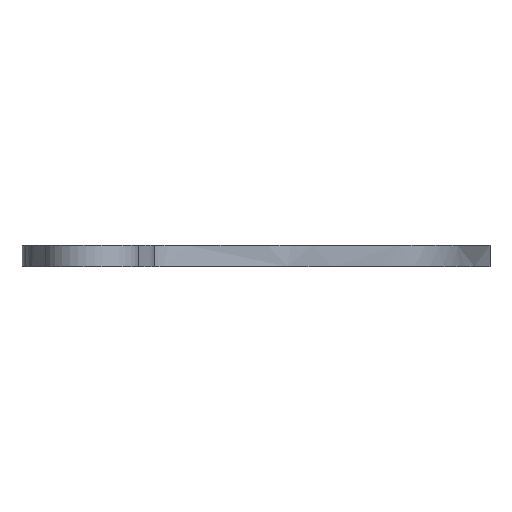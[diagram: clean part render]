
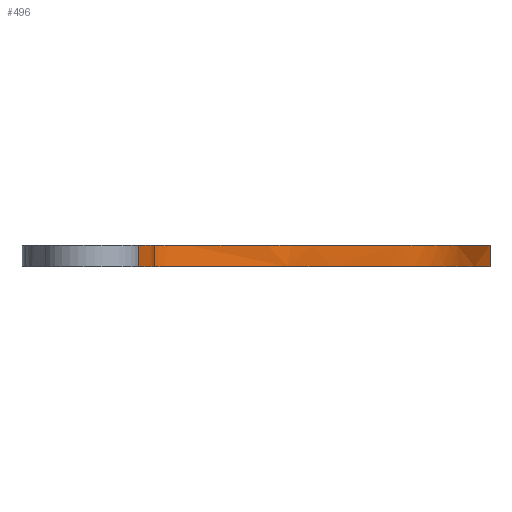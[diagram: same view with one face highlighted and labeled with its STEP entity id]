
A CAD part, left-side view. The second image highlights one B-rep face of the part: STEP entity #496.
In plain terms, the highlighted free-form (B-spline) face has degree [3, 1] with [18, 2] control points.
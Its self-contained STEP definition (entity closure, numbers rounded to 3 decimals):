
#28=B_SPLINE_SURFACE_WITH_KNOTS('',3,1,((#1480,#1481),(#1482,#1483),(#1484,
#1485),(#1486,#1487),(#1488,#1489),(#1490,#1491),(#1492,#1493),(#1494,#1495),
(#1496,#1497),(#1498,#1499),(#1500,#1501),(#1502,#1503),(#1504,#1505),(#1506,
#1507),(#1508,#1509),(#1510,#1511),(#1512,#1513),(#1514,#1515)),
 .UNSPECIFIED.,.F.,.F.,.F.,(4,1,1,1,1,1,1,1,1,1,1,1,1,1,1,4),(2,2),(0.,
1.906,3.812,5.718,7.623,11.435,
15.247,17.652,20.058,24.195,28.332,
28.947,29.562,30.222,30.883,32.204),
(0.,0.901),.UNSPECIFIED.);
#58=FACE_OUTER_BOUND('',#98,.T.);
#98=EDGE_LOOP('',(#413,#414,#415,#416));
#151=LINE('',#1520,#181);
#181=VECTOR('',#626,10.);
#193=B_SPLINE_CURVE_WITH_KNOTS('',3,(#662,#663,#664,#665,#666,#667,#668,
#669,#670,#671,#672,#673,#674,#675,#676,#677,#678,#679,#680,#681,#682,#683,
#684,#685,#686,#687,#688,#689,#690,#691,#692,#693,#694,#695),
 .UNSPECIFIED.,.F.,.F.,(4,3,3,3,3,3,3,3,3,3,3,4),(-13.118,-11.486,
-9.378,-8.048,-6.717,-4.429,
-2.141,-1.801,-1.461,-1.096,
-0.731,0.),.UNSPECIFIED.);
#209=B_SPLINE_CURVE_WITH_KNOTS('',3,(#1130,#1131,#1132,#1133,#1134,#1135,
#1136,#1137,#1138,#1139,#1140,#1141,#1142,#1143,#1144,#1145,#1146,#1147,
#1148,#1149,#1150,#1151,#1152,#1153,#1154,#1155,#1156,#1157,#1158,#1159,
#1160,#1161,#1162,#1163),.UNSPECIFIED.,.F.,.F.,(4,3,3,3,3,3,3,3,3,3,3,4),
(-33.307,-31.836,-31.1,-30.365,
-29.68,-28.996,-24.39,-19.785,-17.106,
-14.428,-10.185,-6.9),.UNSPECIFIED.);
#215=B_SPLINE_CURVE_WITH_KNOTS('',3,(#1516,#1517,#1518,#1519),
 .UNSPECIFIED.,.F.,.F.,(4,4),(-0.68,-0.05),.UNSPECIFIED.);
#217=VERTEX_POINT('',#660);
#218=VERTEX_POINT('',#661);
#251=VERTEX_POINT('',#1127);
#252=VERTEX_POINT('',#1129);
#265=EDGE_CURVE('',#217,#218,#193,.T.);
#299=EDGE_CURVE('',#252,#251,#209,.T.);
#323=EDGE_CURVE('',#251,#217,#215,.T.);
#324=EDGE_CURVE('',#218,#252,#151,.T.);
#413=ORIENTED_EDGE('',*,*,#299,.T.);
#414=ORIENTED_EDGE('',*,*,#323,.T.);
#415=ORIENTED_EDGE('',*,*,#265,.T.);
#416=ORIENTED_EDGE('',*,*,#324,.T.);
#496=ADVANCED_FACE('',(#58),#28,.T.);
#626=DIRECTION('',(0.,0.,-1.));
#660=CARTESIAN_POINT('',(222.602,0.,6.3));
#661=CARTESIAN_POINT('',(25.587,104.264,6.3));
#662=CARTESIAN_POINT('Ctrl Pts',(222.602,0.,
6.3));
#663=CARTESIAN_POINT('Ctrl Pts',(212.886,0.993,6.3));
#664=CARTESIAN_POINT('Ctrl Pts',(203.188,3.524,6.3));
#665=CARTESIAN_POINT('Ctrl Pts',(193.416,4.884,6.3));
#666=CARTESIAN_POINT('Ctrl Pts',(180.791,6.641,6.3));
#667=CARTESIAN_POINT('Ctrl Pts',(168.041,6.443,6.3));
#668=CARTESIAN_POINT('Ctrl Pts',(155.604,9.025,6.3));
#669=CARTESIAN_POINT('Ctrl Pts',(147.754,10.654,6.3));
#670=CARTESIAN_POINT('Ctrl Pts',(140.028,13.39,6.3));
#671=CARTESIAN_POINT('Ctrl Pts',(133.291,17.613,6.3));
#672=CARTESIAN_POINT('Ctrl Pts',(126.553,21.836,6.3));
#673=CARTESIAN_POINT('Ctrl Pts',(120.803,27.545,6.3));
#674=CARTESIAN_POINT('Ctrl Pts',(114.717,32.874,6.3));
#675=CARTESIAN_POINT('Ctrl Pts',(104.25,42.038,6.3));
#676=CARTESIAN_POINT('Ctrl Pts',(92.788,50.079,6.3));
#677=CARTESIAN_POINT('Ctrl Pts',(83.799,60.297,6.3));
#678=CARTESIAN_POINT('Ctrl Pts',(74.809,70.516,6.3));
#679=CARTESIAN_POINT('Ctrl Pts',(68.291,82.912,6.3));
#680=CARTESIAN_POINT('Ctrl Pts',(60.176,94.22,6.3));
#681=CARTESIAN_POINT('Ctrl Pts',(58.97,95.901,6.3));
#682=CARTESIAN_POINT('Ctrl Pts',(57.728,97.557,6.3));
#683=CARTESIAN_POINT('Ctrl Pts',(56.223,98.937,6.3));
#684=CARTESIAN_POINT('Ctrl Pts',(54.718,100.316,6.3));
#685=CARTESIAN_POINT('Ctrl Pts',(52.948,101.419,6.3));
#686=CARTESIAN_POINT('Ctrl Pts',(51.043,101.584,6.3));
#687=CARTESIAN_POINT('Ctrl Pts',(48.996,101.762,6.3));
#688=CARTESIAN_POINT('Ctrl Pts',(46.793,100.857,6.3));
#689=CARTESIAN_POINT('Ctrl Pts',(44.552,100.279,6.3));
#690=CARTESIAN_POINT('Ctrl Pts',(42.31,99.7,6.3));
#691=CARTESIAN_POINT('Ctrl Pts',(40.03,99.448,6.3));
#692=CARTESIAN_POINT('Ctrl Pts',(37.872,99.729,6.3));
#693=CARTESIAN_POINT('Ctrl Pts',(33.556,100.292,6.3));
#694=CARTESIAN_POINT('Ctrl Pts',(29.728,102.989,6.3));
#695=CARTESIAN_POINT('Ctrl Pts',(25.587,104.264,6.3));
#1127=CARTESIAN_POINT('',(222.602,0.,0.));
#1129=CARTESIAN_POINT('',(25.587,104.264,0.));
#1130=CARTESIAN_POINT('Ctrl Pts',(25.587,104.264,0.));
#1131=CARTESIAN_POINT('Ctrl Pts',(29.728,102.989,0.));
#1132=CARTESIAN_POINT('Ctrl Pts',(33.556,100.292,0.));
#1133=CARTESIAN_POINT('Ctrl Pts',(37.872,99.729,0.));
#1134=CARTESIAN_POINT('Ctrl Pts',(40.03,99.448,0.));
#1135=CARTESIAN_POINT('Ctrl Pts',(42.31,99.7,0.));
#1136=CARTESIAN_POINT('Ctrl Pts',(44.552,100.279,0.));
#1137=CARTESIAN_POINT('Ctrl Pts',(46.793,100.857,0.));
#1138=CARTESIAN_POINT('Ctrl Pts',(48.996,101.762,0.));
#1139=CARTESIAN_POINT('Ctrl Pts',(51.043,101.584,0.));
#1140=CARTESIAN_POINT('Ctrl Pts',(52.948,101.419,0.));
#1141=CARTESIAN_POINT('Ctrl Pts',(54.718,100.316,0.));
#1142=CARTESIAN_POINT('Ctrl Pts',(56.223,98.937,0.));
#1143=CARTESIAN_POINT('Ctrl Pts',(57.728,97.557,0.));
#1144=CARTESIAN_POINT('Ctrl Pts',(58.97,95.901,0.));
#1145=CARTESIAN_POINT('Ctrl Pts',(60.176,94.22,0.));
#1146=CARTESIAN_POINT('Ctrl Pts',(68.291,82.912,0.));
#1147=CARTESIAN_POINT('Ctrl Pts',(74.809,70.516,0.));
#1148=CARTESIAN_POINT('Ctrl Pts',(83.799,60.297,0.));
#1149=CARTESIAN_POINT('Ctrl Pts',(92.788,50.079,0.));
#1150=CARTESIAN_POINT('Ctrl Pts',(104.25,42.038,0.));
#1151=CARTESIAN_POINT('Ctrl Pts',(114.717,32.874,0.));
#1152=CARTESIAN_POINT('Ctrl Pts',(120.803,27.545,0.));
#1153=CARTESIAN_POINT('Ctrl Pts',(126.553,21.836,0.));
#1154=CARTESIAN_POINT('Ctrl Pts',(133.291,17.613,0.));
#1155=CARTESIAN_POINT('Ctrl Pts',(140.028,13.39,0.));
#1156=CARTESIAN_POINT('Ctrl Pts',(147.754,10.654,0.));
#1157=CARTESIAN_POINT('Ctrl Pts',(155.604,9.025,0.));
#1158=CARTESIAN_POINT('Ctrl Pts',(168.041,6.443,0.));
#1159=CARTESIAN_POINT('Ctrl Pts',(180.791,6.641,0.));
#1160=CARTESIAN_POINT('Ctrl Pts',(193.416,4.884,0.));
#1161=CARTESIAN_POINT('Ctrl Pts',(203.188,3.524,0.));
#1162=CARTESIAN_POINT('Ctrl Pts',(212.886,0.993,0.));
#1163=CARTESIAN_POINT('Ctrl Pts',(222.602,0.,
0.));
#1480=CARTESIAN_POINT('Ctrl Pts',(305.268,16.267,7.656));
#1481=CARTESIAN_POINT('Ctrl Pts',(305.268,16.267,-1.356));
#1482=CARTESIAN_POINT('Ctrl Pts',(299.952,13.258,7.656));
#1483=CARTESIAN_POINT('Ctrl Pts',(299.952,13.258,-1.356));
#1484=CARTESIAN_POINT('Ctrl Pts',(286.507,12.057,7.656));
#1485=CARTESIAN_POINT('Ctrl Pts',(286.507,12.057,-1.356));
#1486=CARTESIAN_POINT('Ctrl Pts',(268.335,7.286,7.656));
#1487=CARTESIAN_POINT('Ctrl Pts',(268.335,7.286,-1.356));
#1488=CARTESIAN_POINT('Ctrl Pts',(250.018,1.798,7.656));
#1489=CARTESIAN_POINT('Ctrl Pts',(250.018,1.798,-1.356));
#1490=CARTESIAN_POINT('Ctrl Pts',(224.794,-2.44,7.656));
#1491=CARTESIAN_POINT('Ctrl Pts',(224.794,-2.44,-1.356));
#1492=CARTESIAN_POINT('Ctrl Pts',(193.54,6.838,7.656));
#1493=CARTESIAN_POINT('Ctrl Pts',(193.54,6.838,-1.356));
#1494=CARTESIAN_POINT('Ctrl Pts',(159.994,6.318,7.656));
#1495=CARTESIAN_POINT('Ctrl Pts',(159.994,6.318,-1.356));
#1496=CARTESIAN_POINT('Ctrl Pts',(132.303,16.127,7.656));
#1497=CARTESIAN_POINT('Ctrl Pts',(132.303,16.127,-1.356));
#1498=CARTESIAN_POINT('Ctrl Pts',(110.916,37.362,7.656));
#1499=CARTESIAN_POINT('Ctrl Pts',(110.916,37.362,-1.356));
#1500=CARTESIAN_POINT('Ctrl Pts',(81.326,58.119,7.656));
#1501=CARTESIAN_POINT('Ctrl Pts',(81.326,58.119,-1.356));
#1502=CARTESIAN_POINT('Ctrl Pts',(67.322,84.754,7.656));
#1503=CARTESIAN_POINT('Ctrl Pts',(67.322,84.754,-1.356));
#1504=CARTESIAN_POINT('Ctrl Pts',(56.487,99.214,7.656));
#1505=CARTESIAN_POINT('Ctrl Pts',(56.487,99.214,-1.356));
#1506=CARTESIAN_POINT('Ctrl Pts',(51.047,102.604,7.656));
#1507=CARTESIAN_POINT('Ctrl Pts',(51.047,102.604,-1.356));
#1508=CARTESIAN_POINT('Ctrl Pts',(44.59,99.953,7.656));
#1509=CARTESIAN_POINT('Ctrl Pts',(44.59,99.953,-1.356));
#1510=CARTESIAN_POINT('Ctrl Pts',(35.47,98.943,7.656));
#1511=CARTESIAN_POINT('Ctrl Pts',(35.47,98.943,-1.356));
#1512=CARTESIAN_POINT('Ctrl Pts',(29.728,102.989,7.656));
#1513=CARTESIAN_POINT('Ctrl Pts',(29.728,102.989,-1.356));
#1514=CARTESIAN_POINT('Ctrl Pts',(25.587,104.264,7.656));
#1515=CARTESIAN_POINT('Ctrl Pts',(25.587,104.264,-1.356));
#1516=CARTESIAN_POINT('Ctrl Pts',(222.602,0.,0.));
#1517=CARTESIAN_POINT('Ctrl Pts',(222.602,0.,
2.1));
#1518=CARTESIAN_POINT('Ctrl Pts',(222.602,0.,
4.2));
#1519=CARTESIAN_POINT('Ctrl Pts',(222.602,0.,6.3));
#1520=CARTESIAN_POINT('',(25.587,104.264,7.656));
